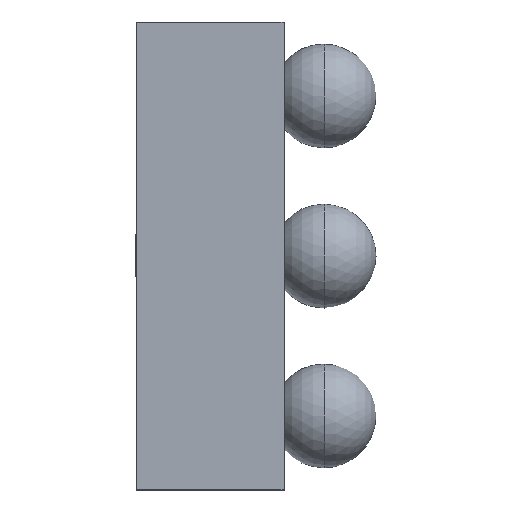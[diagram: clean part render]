
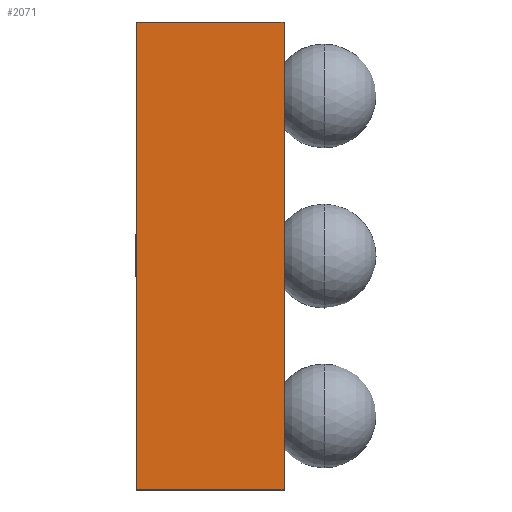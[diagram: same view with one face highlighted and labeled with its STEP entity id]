
A CAD part, left-side view. The second image highlights one B-rep face of the part: STEP entity #2071.
In plain terms, the highlighted planar face has unit normal (-1, 0, 0).
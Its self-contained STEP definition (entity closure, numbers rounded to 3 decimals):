
#143 = FACE_OUTER_BOUND ( 'NONE', #2135, .T. ) ;
#145 = EDGE_CURVE ( 'NONE', #4460, #475, #1673, .T. ) ;
#465 = VERTEX_POINT ( 'NONE', #726 ) ;
#475 = VERTEX_POINT ( 'NONE', #1617 ) ;
#538 = LINE ( 'NONE', #3216, #1839 ) ;
#646 = CARTESIAN_POINT ( 'NONE',  ( -0.785, 0.37, 0.585 ) ) ;
#726 = CARTESIAN_POINT ( 'NONE',  ( -0.785, 0.37, -0.585 ) ) ;
#1045 = VERTEX_POINT ( 'NONE', #2701 ) ;
#1152 = CARTESIAN_POINT ( 'NONE',  ( -0.785, 0., 0.585 ) ) ;
#1617 = CARTESIAN_POINT ( 'NONE',  ( -0.785, 0., 0.585 ) ) ;
#1673 = LINE ( 'NONE', #3014, #5135 ) ;
#1839 = VECTOR ( 'NONE', #5560, 1000. ) ;
#1925 = AXIS2_PLACEMENT_3D ( 'NONE', #646, #3821, #2495 ) ;
#1959 = PLANE ( 'NONE',  #1925 ) ;
#2071 = ADVANCED_FACE ( 'NONE', ( #143 ), #1959, .F. ) ;
#2088 = ORIENTED_EDGE ( 'NONE', *, *, #4943, .T. ) ;
#2135 = EDGE_LOOP ( 'NONE', ( #2088, #2200, #3090, #5137 ) ) ;
#2200 = ORIENTED_EDGE ( 'NONE', *, *, #145, .F. ) ;
#2495 = DIRECTION ( 'NONE',  ( 0., 0., -1. ) ) ;
#2582 = DIRECTION ( 'NONE',  ( 0., 0., 1. ) ) ;
#2593 = DIRECTION ( 'NONE',  ( 0., -1., 0. ) ) ;
#2701 = CARTESIAN_POINT ( 'NONE',  ( -0.785, 0., -0.585 ) ) ;
#3014 = CARTESIAN_POINT ( 'NONE',  ( -0.785, 0.37, 0.585 ) ) ;
#3090 = ORIENTED_EDGE ( 'NONE', *, *, #3381, .F. ) ;
#3216 = CARTESIAN_POINT ( 'NONE',  ( -0.785, 0.37, 0.585 ) ) ;
#3381 = EDGE_CURVE ( 'NONE', #465, #4460, #538, .T. ) ;
#3821 = DIRECTION ( 'NONE',  ( 1., 0., 0. ) ) ;
#3906 = LINE ( 'NONE', #1152, #5361 ) ;
#3992 = EDGE_CURVE ( 'NONE', #465, #1045, #5640, .T. ) ;
#4179 = CARTESIAN_POINT ( 'NONE',  ( -0.785, 0.37, -0.585 ) ) ;
#4309 = VECTOR ( 'NONE', #4654, 1000. ) ;
#4460 = VERTEX_POINT ( 'NONE', #5181 ) ;
#4654 = DIRECTION ( 'NONE',  ( 0., -1., 0. ) ) ;
#4943 = EDGE_CURVE ( 'NONE', #1045, #475, #3906, .T. ) ;
#5135 = VECTOR ( 'NONE', #2593, 1000. ) ;
#5137 = ORIENTED_EDGE ( 'NONE', *, *, #3992, .T. ) ;
#5181 = CARTESIAN_POINT ( 'NONE',  ( -0.785, 0.37, 0.585 ) ) ;
#5361 = VECTOR ( 'NONE', #2582, 1000. ) ;
#5560 = DIRECTION ( 'NONE',  ( 0., 0., 1. ) ) ;
#5640 = LINE ( 'NONE', #4179, #4309 ) ;
